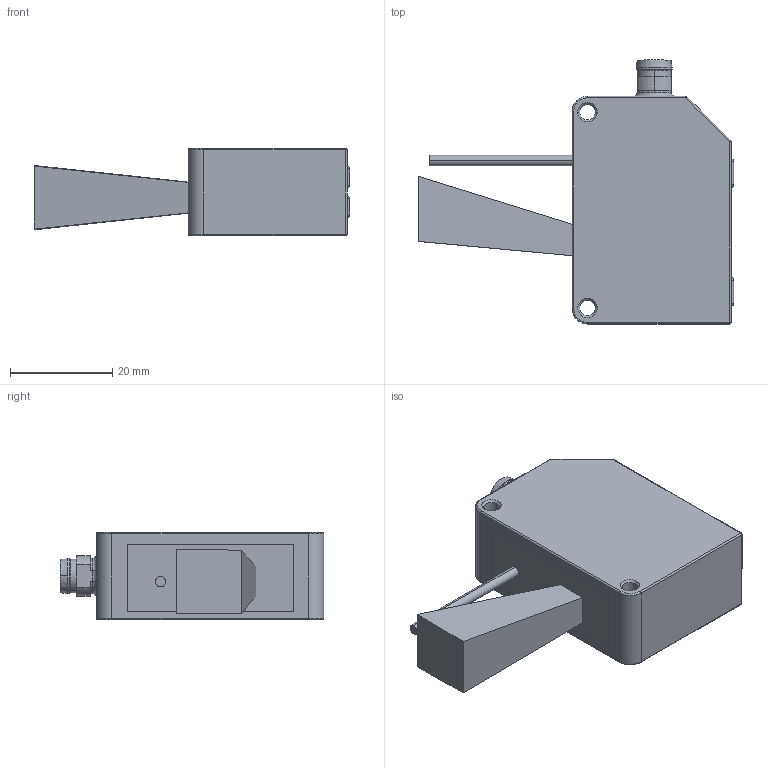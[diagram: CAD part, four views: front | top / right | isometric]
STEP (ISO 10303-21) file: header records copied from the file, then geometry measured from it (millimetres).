
FILE_DESCRIPTION (( 'STEP AP214' ), '1' );
FILE_NAME ('OD1-B100H50I14-S098974.STEP', '2015-04-13T20:05:08', ( 'SICK' ), ( 'SICK' ), 'SwSTEP 2.0', 'SolidWorks 2014', '' );
FILE_SCHEMA (( 'AUTOMOTIVE_DESIGN' ));
Length unit declared in the file: millimetre
Products named in the file (1): OD1-B100H50I14-S098974
Bounding box: 61.5 x 51.5 x 17 mm (x, y, z)
Volume: 25479.9 mm3; surface area: 7003.9 mm2
Topology: 1 solids, 1 shells, 178 faces, 422 edges, 252 vertices
Faces by surface type: cylinder 77, plane 54, torus 20, bspline 15, cone 12
Entity records: 5457 total; most frequent: CARTESIAN_POINT 1275, DIRECTION 926, ORIENTED_EDGE 838, EDGE_CURVE 419, AXIS2_PLACEMENT_3D 356, VERTEX_POINT 252, VECTOR 214, LINE 214
